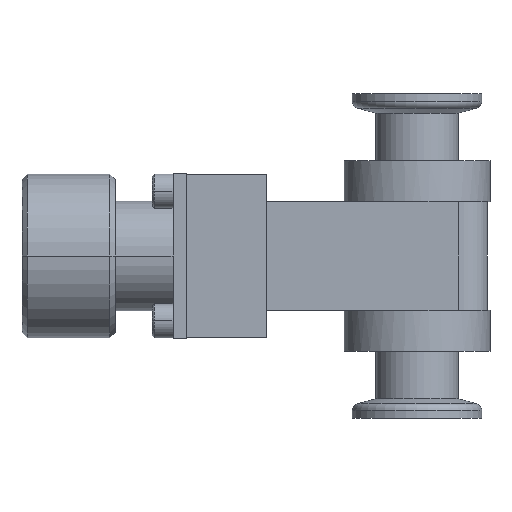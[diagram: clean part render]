
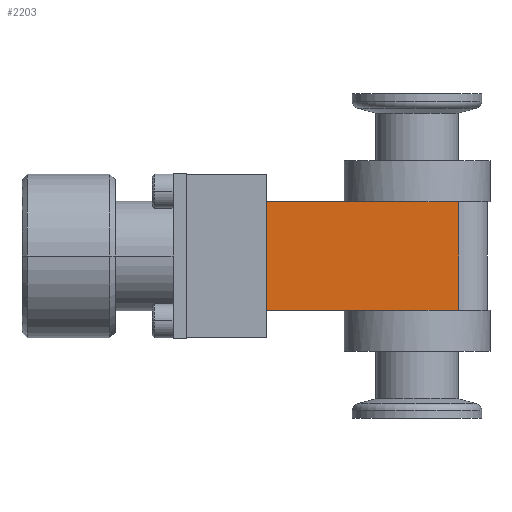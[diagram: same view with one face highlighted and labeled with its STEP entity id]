
A CAD part, left-side view. The second image highlights one B-rep face of the part: STEP entity #2203.
In plain terms, the highlighted planar face has unit normal (-1, 0, 0).
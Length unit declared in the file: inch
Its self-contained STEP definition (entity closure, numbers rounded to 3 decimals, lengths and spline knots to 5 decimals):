
#15=DIRECTION('',(0.,-1.,0.));
#16=VECTOR('',#15,1.26096);
#17=CARTESIAN_POINT('',(-0.656,1.37,-0.4955));
#18=LINE('',#17,#16);
#47=DIRECTION('',(0.,-1.,0.));
#48=VECTOR('',#47,0.27096);
#49=CARTESIAN_POINT('',(-0.656,-0.10904,-0.4955));
#50=LINE('',#49,#48);
#138=DIRECTION('',(0.,-1.,0.));
#139=VECTOR('',#138,1.26096);
#140=CARTESIAN_POINT('',(-0.656,1.37,0.4955));
#141=LINE('',#140,#139);
#182=DIRECTION('',(0.,-1.,0.));
#183=VECTOR('',#182,0.27096);
#184=CARTESIAN_POINT('',(-0.656,-0.10904,0.4955));
#185=LINE('',#184,#183);
#458=DIRECTION('',(0.,1.,0.));
#459=VECTOR('',#458,0.21807);
#460=CARTESIAN_POINT('',(-0.656,-0.10904,0.4955));
#461=LINE('',#460,#459);
#462=DIRECTION('',(0.,1.,0.));
#463=VECTOR('',#462,0.21807);
#464=CARTESIAN_POINT('',(-0.656,-0.10904,-0.4955));
#465=LINE('',#464,#463);
#466=DIRECTION('',(0.,0.,1.));
#467=VECTOR('',#466,0.991);
#468=CARTESIAN_POINT('',(-0.656,1.37,-0.4955));
#469=LINE('',#468,#467);
#470=DIRECTION('',(0.,0.,1.));
#471=VECTOR('',#470,0.991);
#472=CARTESIAN_POINT('',(-0.656,-0.38,-0.4955));
#473=LINE('',#472,#471);
#1190=CARTESIAN_POINT('',(-0.656,-0.38,-0.4955));
#1192=VERTEX_POINT('',#1190);
#1198=CARTESIAN_POINT('',(-0.656,-0.38,0.4955));
#1200=VERTEX_POINT('',#1198);
#1218=CARTESIAN_POINT('',(-0.656,1.37,-0.4955));
#1220=VERTEX_POINT('',#1218);
#1222=CARTESIAN_POINT('',(-0.656,1.37,0.4955));
#1224=VERTEX_POINT('',#1222);
#1463=CARTESIAN_POINT('',(-0.656,-0.10904,-0.4955));
#1465=VERTEX_POINT('',#1463);
#1466=CARTESIAN_POINT('',(-0.656,0.10904,-0.4955));
#1467=VERTEX_POINT('',#1466);
#1477=CARTESIAN_POINT('',(-0.656,-0.10904,0.4955));
#1479=VERTEX_POINT('',#1477);
#1480=CARTESIAN_POINT('',(-0.656,0.10904,0.4955));
#1481=VERTEX_POINT('',#1480);
#2186=CARTESIAN_POINT('',(-0.656,1.37,-0.4955));
#2187=DIRECTION('',(-1.,0.,0.));
#2188=DIRECTION('',(0.,-1.,0.));
#2189=AXIS2_PLACEMENT_3D('',#2186,#2187,#2188);
#2190=PLANE('',#2189);
#2191=ORIENTED_EDGE('',*,*,#1695,.F.);
#2192=ORIENTED_EDGE('',*,*,#1763,.T.);
#2194=ORIENTED_EDGE('',*,*,#2193,.F.);
#2195=ORIENTED_EDGE('',*,*,#1563,.F.);
#2196=ORIENTED_EDGE('',*,*,#1638,.T.);
#2197=ORIENTED_EDGE('',*,*,#1533,.F.);
#2199=ORIENTED_EDGE('',*,*,#2198,.T.);
#2200=ORIENTED_EDGE('',*,*,#1730,.T.);
#2201=EDGE_LOOP('',(#2191,#2192,#2194,#2195,#2196,#2197,#2199,#2200));
#2202=FACE_OUTER_BOUND('',#2201,.F.);
#1533=EDGE_CURVE('',#1220,#1467,#18,.T.);
#1563=EDGE_CURVE('',#1465,#1192,#50,.T.);
#1638=EDGE_CURVE('',#1465,#1467,#465,.T.);
#1695=EDGE_CURVE('',#1479,#1481,#461,.T.);
#1730=EDGE_CURVE('',#1224,#1481,#141,.T.);
#1763=EDGE_CURVE('',#1479,#1200,#185,.T.);
#2193=EDGE_CURVE('',#1192,#1200,#473,.T.);
#2198=EDGE_CURVE('',#1220,#1224,#469,.T.);
#2203=ADVANCED_FACE('',(#2202),#2190,.T.);
